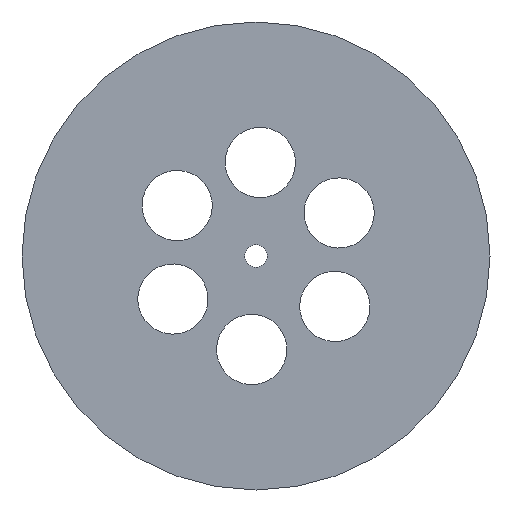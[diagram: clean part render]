
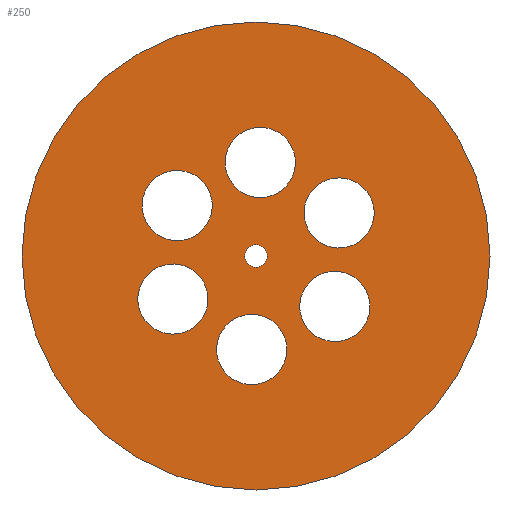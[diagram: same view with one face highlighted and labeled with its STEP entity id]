
A CAD part, left-side view. The second image highlights one B-rep face of the part: STEP entity #250.
In plain terms, the highlighted planar face has unit normal (-1, 0, 0).
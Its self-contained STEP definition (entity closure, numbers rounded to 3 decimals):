
#23=FACE_BOUND('',#67,.T.);
#24=FACE_BOUND('',#68,.T.);
#25=FACE_BOUND('',#69,.T.);
#26=FACE_BOUND('',#70,.T.);
#27=FACE_BOUND('',#71,.T.);
#28=FACE_BOUND('',#72,.T.);
#29=FACE_BOUND('',#73,.T.);
#32=PLANE('',#294);
#45=FACE_OUTER_BOUND('',#66,.T.);
#66=EDGE_LOOP('',(#211));
#67=EDGE_LOOP('',(#212));
#68=EDGE_LOOP('',(#213));
#69=EDGE_LOOP('',(#214));
#70=EDGE_LOOP('',(#215));
#71=EDGE_LOOP('',(#216));
#72=EDGE_LOOP('',(#217));
#73=EDGE_LOOP('',(#218));
#99=CIRCLE('',#270,3.);
#101=CIRCLE('',#273,3.);
#103=CIRCLE('',#276,3.);
#105=CIRCLE('',#279,3.);
#107=CIRCLE('',#282,3.);
#109=CIRCLE('',#285,3.);
#111=CIRCLE('',#288,0.975);
#115=CIRCLE('',#295,20.);
#120=VERTEX_POINT('',#388);
#122=VERTEX_POINT('',#394);
#124=VERTEX_POINT('',#400);
#126=VERTEX_POINT('',#406);
#128=VERTEX_POINT('',#412);
#130=VERTEX_POINT('',#418);
#132=VERTEX_POINT('',#424);
#136=VERTEX_POINT('',#437);
#140=EDGE_CURVE('',#120,#120,#99,.T.);
#143=EDGE_CURVE('',#122,#122,#101,.T.);
#146=EDGE_CURVE('',#124,#124,#103,.T.);
#149=EDGE_CURVE('',#126,#126,#105,.T.);
#152=EDGE_CURVE('',#128,#128,#107,.T.);
#155=EDGE_CURVE('',#130,#130,#109,.T.);
#158=EDGE_CURVE('',#132,#132,#111,.T.);
#164=EDGE_CURVE('',#136,#136,#115,.T.);
#211=ORIENTED_EDGE('',*,*,#164,.T.);
#212=ORIENTED_EDGE('',*,*,#140,.T.);
#213=ORIENTED_EDGE('',*,*,#143,.T.);
#214=ORIENTED_EDGE('',*,*,#146,.T.);
#215=ORIENTED_EDGE('',*,*,#149,.T.);
#216=ORIENTED_EDGE('',*,*,#152,.T.);
#217=ORIENTED_EDGE('',*,*,#155,.T.);
#218=ORIENTED_EDGE('',*,*,#158,.T.);
#250=ADVANCED_FACE('',(#45,#23,#24,#25,#26,#27,#28,#29),#32,.T.);
#270=AXIS2_PLACEMENT_3D('',#389,#308,#309);
#273=AXIS2_PLACEMENT_3D('',#395,#315,#316);
#276=AXIS2_PLACEMENT_3D('',#401,#322,#323);
#279=AXIS2_PLACEMENT_3D('',#407,#329,#330);
#282=AXIS2_PLACEMENT_3D('',#413,#336,#337);
#285=AXIS2_PLACEMENT_3D('',#419,#343,#344);
#288=AXIS2_PLACEMENT_3D('',#425,#350,#351);
#294=AXIS2_PLACEMENT_3D('',#436,#364,#365);
#295=AXIS2_PLACEMENT_3D('',#438,#366,#367);
#308=DIRECTION('center_axis',(1.,0.,0.));
#309=DIRECTION('ref_axis',(0.,0.999,0.046));
#315=DIRECTION('center_axis',(1.,0.,0.));
#316=DIRECTION('ref_axis',(0.,0.999,0.046));
#322=DIRECTION('center_axis',(1.,0.,0.));
#323=DIRECTION('ref_axis',(0.,0.999,0.046));
#329=DIRECTION('center_axis',(1.,0.,0.));
#330=DIRECTION('ref_axis',(0.,0.999,0.046));
#336=DIRECTION('center_axis',(1.,0.,0.));
#337=DIRECTION('ref_axis',(0.,0.999,0.046));
#343=DIRECTION('center_axis',(1.,0.,0.));
#344=DIRECTION('ref_axis',(0.,0.999,0.046));
#350=DIRECTION('center_axis',(1.,0.,0.));
#351=DIRECTION('ref_axis',(0.,1.,0.));
#364=DIRECTION('center_axis',(-1.,0.,0.));
#365=DIRECTION('ref_axis',(0.,0.,1.));
#366=DIRECTION('center_axis',(-1.,0.,0.));
#367=DIRECTION('ref_axis',(0.,0.,1.));
#388=CARTESIAN_POINT('',(39.,4.107,-3.816));
#389=CARTESIAN_POINT('Origin',(39.,7.104,-3.679));
#394=CARTESIAN_POINT('',(39.,-10.101,3.542));
#395=CARTESIAN_POINT('Origin',(39.,-7.104,3.679));
#400=CARTESIAN_POINT('',(39.,-2.631,-8.129));
#401=CARTESIAN_POINT('Origin',(39.,0.366,-7.992));
#406=CARTESIAN_POINT('',(39.,3.741,4.176));
#407=CARTESIAN_POINT('Origin',(39.,6.738,4.313));
#412=CARTESIAN_POINT('',(39.,-3.363,7.854));
#413=CARTESIAN_POINT('Origin',(39.,-0.366,7.992));
#418=CARTESIAN_POINT('',(39.,-9.735,-4.45));
#419=CARTESIAN_POINT('Origin',(39.,-6.738,-4.313));
#424=CARTESIAN_POINT('',(39.,-0.975,0.));
#425=CARTESIAN_POINT('Origin',(39.,0.,0.));
#436=CARTESIAN_POINT('Origin',(39.,0.,0.));
#437=CARTESIAN_POINT('',(39.,0.,-20.));
#438=CARTESIAN_POINT('Origin',(39.,0.,0.));
